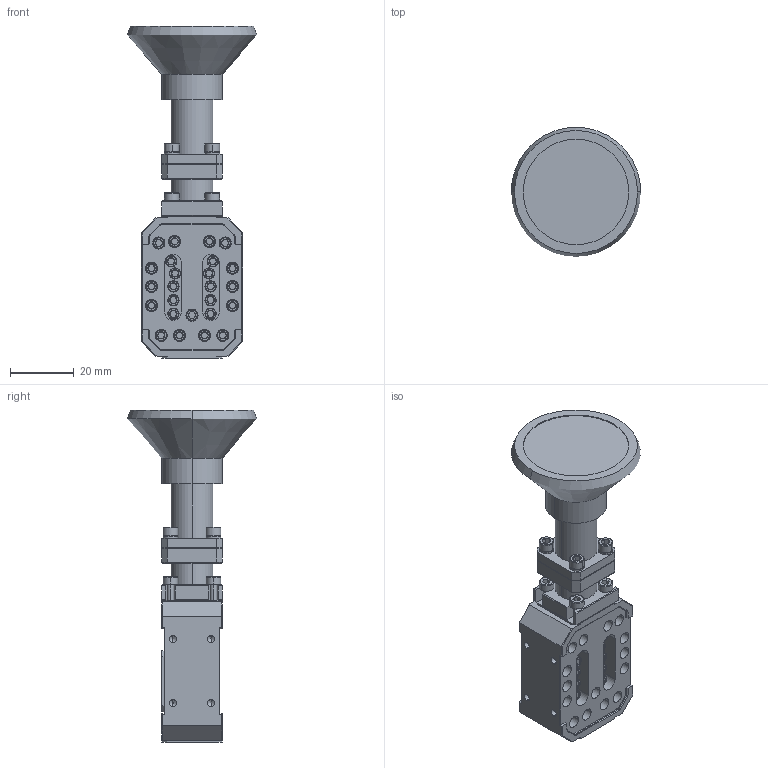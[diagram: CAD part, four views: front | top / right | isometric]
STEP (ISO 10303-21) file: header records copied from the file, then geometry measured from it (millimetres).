
FILE_DESCRIPTION (( 'STEP AP203' ), '1' );
FILE_NAME ('DEFEATURED SAF-2334431535-328-S1-280-DP.STEP', '2021-02-12T01:34:08', ( '' ), ( '' ), 'SwSTEP 2.0', 'SolidWorks 2020', '' );
FILE_SCHEMA (( 'CONFIG_CONTROL_DESIGN' ));
Length unit declared in the file: inch
Products named in the file (1): DEFEATURED SAF-2334431535-328-S1-280-DP
Bounding box: 40.61 x 40.61 x 104.14 mm (x, y, z)
Volume: 44851.4 mm3; surface area: 15353.9 mm2
Topology: 1 solids, 1 shells, 1149 faces, 2496 edges, 1433 vertices
Faces by surface type: plane 528, cone 381, cylinder 232, torus 8
Entity records: 31225 total; most frequent: CARTESIAN_POINT 6270, DIRECTION 5348, ORIENTED_EDGE 4936, EDGE_CURVE 2468, AXIS2_PLACEMENT_3D 1957, LINE 1434, VECTOR 1434, VERTEX_POINT 1433
